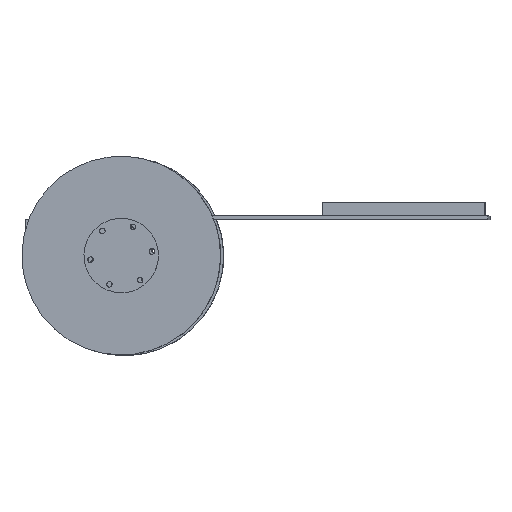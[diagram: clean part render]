
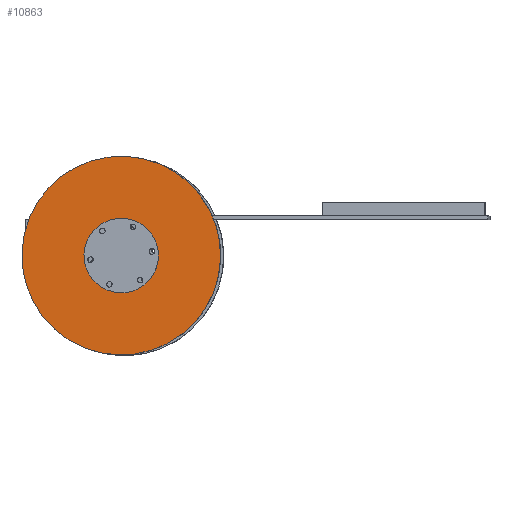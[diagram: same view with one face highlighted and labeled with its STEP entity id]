
A CAD part, top view. The second image highlights one B-rep face of the part: STEP entity #10863.
In plain terms, the highlighted face is planar.
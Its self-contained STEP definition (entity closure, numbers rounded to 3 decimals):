
#484 = CARTESIAN_POINT ( 'NONE',  ( 0., 0., 0. ) ) ;
#784 = EDGE_CURVE ( 'NONE', #15698, #15743, #13984, .T. ) ;
#986 = CARTESIAN_POINT ( 'NONE',  ( 0., 0., 0. ) ) ;
#1442 = CARTESIAN_POINT ( 'NONE',  ( 76., 0., 0. ) ) ;
#1731 = ORIENTED_EDGE ( 'NONE', *, *, #5350, .F. ) ;
#1866 = DIRECTION ( 'NONE',  ( 0., 0., 1. ) ) ;
#3341 = EDGE_CURVE ( 'NONE', #15743, #15698, #12508, .T. ) ;
#3347 = CARTESIAN_POINT ( 'NONE',  ( 0., 0., 0. ) ) ;
#3441 = ORIENTED_EDGE ( 'NONE', *, *, #5632, .F. ) ;
#3554 = CARTESIAN_POINT ( 'NONE',  ( 0., 0., 0. ) ) ;
#3851 = CIRCLE ( 'NONE', #14700, 76. ) ;
#3938 = DIRECTION ( 'NONE',  ( 0., 0., -1. ) ) ;
#4131 = DIRECTION ( 'NONE',  ( 1., 0., 0. ) ) ;
#4706 = EDGE_LOOP ( 'NONE', ( #14781, #14263 ) ) ;
#5350 = EDGE_CURVE ( 'NONE', #8830, #7204, #3851, .T. ) ;
#5632 = EDGE_CURVE ( 'NONE', #7204, #8830, #15734, .T. ) ;
#5641 = CARTESIAN_POINT ( 'NONE',  ( 0., 0., 0. ) ) ;
#5792 = DIRECTION ( 'NONE',  ( 0., 0., 1. ) ) ;
#6454 = CARTESIAN_POINT ( 'NONE',  ( 28.5, 0., 0. ) ) ;
#6471 = AXIS2_PLACEMENT_3D ( 'NONE', #5641, #16099, #10774 ) ;
#7204 = VERTEX_POINT ( 'NONE', #7676 ) ;
#7225 = AXIS2_PLACEMENT_3D ( 'NONE', #986, #3938, #17194 ) ;
#7676 = CARTESIAN_POINT ( 'NONE',  ( -76., 0., 0. ) ) ;
#8162 = CARTESIAN_POINT ( 'NONE',  ( -28.5, 0., 0. ) ) ;
#8830 = VERTEX_POINT ( 'NONE', #1442 ) ;
#10764 = AXIS2_PLACEMENT_3D ( 'NONE', #484, #5792, #4131 ) ;
#10774 = DIRECTION ( 'NONE',  ( -1., 0., 0. ) ) ;
#10863 = ADVANCED_FACE ( 'NONE', ( #12515, #14003 ), #13647, .F. ) ;
#11851 = EDGE_LOOP ( 'NONE', ( #1731, #3441 ) ) ;
#12095 = AXIS2_PLACEMENT_3D ( 'NONE', #3554, #13925, #13616 ) ;
#12508 = CIRCLE ( 'NONE', #7225, 28.5 ) ;
#12515 = FACE_BOUND ( 'NONE', #4706, .T. ) ;
#13616 = DIRECTION ( 'NONE',  ( 1., 0., 0. ) ) ;
#13647 = PLANE ( 'NONE',  #10764 ) ;
#13925 = DIRECTION ( 'NONE',  ( 0., 0., 1. ) ) ;
#13984 = CIRCLE ( 'NONE', #6471, 28.5 ) ;
#14003 = FACE_OUTER_BOUND ( 'NONE', #11851, .T. ) ;
#14263 = ORIENTED_EDGE ( 'NONE', *, *, #784, .F. ) ;
#14700 = AXIS2_PLACEMENT_3D ( 'NONE', #3347, #1866, #15104 ) ;
#14781 = ORIENTED_EDGE ( 'NONE', *, *, #3341, .F. ) ;
#15104 = DIRECTION ( 'NONE',  ( 1., 0., 0. ) ) ;
#15698 = VERTEX_POINT ( 'NONE', #6454 ) ;
#15734 = CIRCLE ( 'NONE', #12095, 76. ) ;
#15743 = VERTEX_POINT ( 'NONE', #8162 ) ;
#16099 = DIRECTION ( 'NONE',  ( 0., 0., -1. ) ) ;
#17194 = DIRECTION ( 'NONE',  ( -1., 0., 0. ) ) ;
